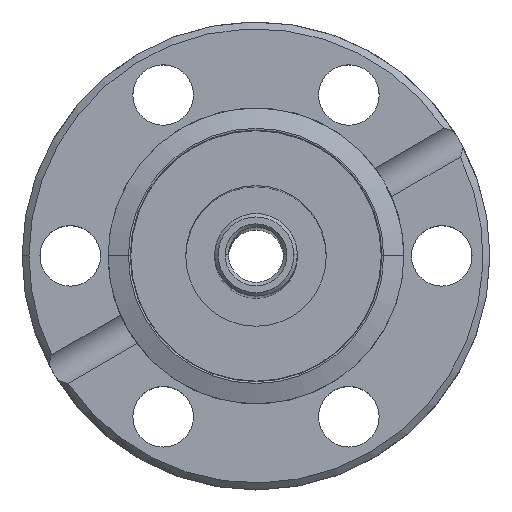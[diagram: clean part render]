
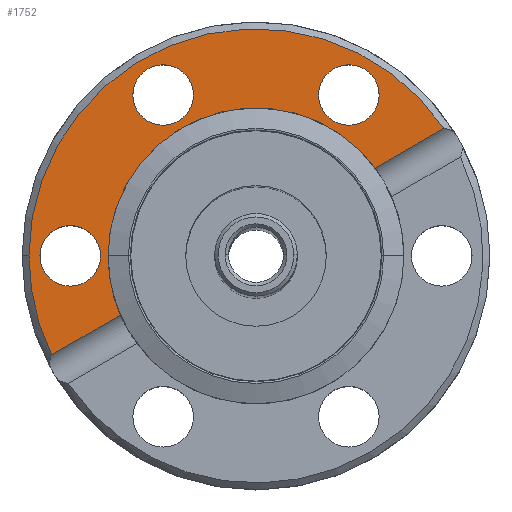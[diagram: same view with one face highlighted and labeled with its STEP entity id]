
A CAD part, top view. The second image highlights one B-rep face of the part: STEP entity #1752.
In plain terms, the highlighted planar face has unit normal (0, 0, 1).
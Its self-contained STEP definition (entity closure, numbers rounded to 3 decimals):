
#5 = CARTESIAN_POINT ( 'NONE',  ( -16.5, 0., 0. ) ) ;
#88 = CARTESIAN_POINT ( 'NONE',  ( -13.5, 0., 0. ) ) ;
#116 = ORIENTED_EDGE ( 'NONE', *, *, #996, .T. ) ;
#123 = PLANE ( 'NONE',  #268 ) ;
#125 = DIRECTION ( 'NONE',  ( 0., 0., 1. ) ) ;
#130 = DIRECTION ( 'NONE',  ( 0.866, 0.5, 0. ) ) ;
#168 = VERTEX_POINT ( 'NONE', #1904 ) ;
#174 = DIRECTION ( 'NONE',  ( 0., 0., 1. ) ) ;
#213 = LINE ( 'NONE', #2440, #2673 ) ;
#252 = AXIS2_PLACEMENT_3D ( 'NONE', #3094, #2858, #2751 ) ;
#268 = AXIS2_PLACEMENT_3D ( 'NONE', #1124, #627, #3081 ) ;
#318 = VERTEX_POINT ( 'NONE', #2413 ) ;
#344 = DIRECTION ( 'NONE',  ( 1., 0., 0. ) ) ;
#346 = CIRCLE ( 'NONE', #703, 2.2 ) ;
#370 = VECTOR ( 'NONE', #2449, 1000. ) ;
#372 = CIRCLE ( 'NONE', #1580, 16.5 ) ;
#393 = ORIENTED_EDGE ( 'NONE', *, *, #2472, .F. ) ;
#395 = CARTESIAN_POINT ( 'NONE',  ( 0., 0., 0. ) ) ;
#408 = DIRECTION ( 'NONE',  ( 0., 0., 1. ) ) ;
#424 = DIRECTION ( 'NONE',  ( 1., 0., 0. ) ) ;
#439 = CIRCLE ( 'NONE', #1051, 2.2 ) ;
#453 = VERTEX_POINT ( 'NONE', #1023 ) ;
#462 = EDGE_CURVE ( 'NONE', #318, #168, #2857, .T. ) ;
#492 = EDGE_CURVE ( 'NONE', #2755, #2345, #1690, .T. ) ;
#529 = VERTEX_POINT ( 'NONE', #901 ) ;
#530 = ORIENTED_EDGE ( 'NONE', *, *, #630, .T. ) ;
#537 = CARTESIAN_POINT ( 'NONE',  ( 8.95, 11.691, 0. ) ) ;
#627 = DIRECTION ( 'NONE',  ( 0., 0., -1. ) ) ;
#630 = EDGE_CURVE ( 'NONE', #2822, #529, #372, .T. ) ;
#699 = DIRECTION ( 'NONE',  ( 1., 0., 0. ) ) ;
#703 = AXIS2_PLACEMENT_3D ( 'NONE', #745, #174, #699 ) ;
#712 = CARTESIAN_POINT ( 'NONE',  ( 0., 0., 0. ) ) ;
#723 = DIRECTION ( 'NONE',  ( 0., 0., 1. ) ) ;
#745 = CARTESIAN_POINT ( 'NONE',  ( 6.75, 11.691, 0. ) ) ;
#749 = ORIENTED_EDGE ( 'NONE', *, *, #2392, .F. ) ;
#771 = DIRECTION ( 'NONE',  ( 0., 0., 1. ) ) ;
#777 = DIRECTION ( 'NONE',  ( 1., 0., 0. ) ) ;
#822 = CARTESIAN_POINT ( 'NONE',  ( -13.5, 0., 0. ) ) ;
#832 = EDGE_LOOP ( 'NONE', ( #1799, #749 ) ) ;
#898 = EDGE_CURVE ( 'NONE', #529, #2345, #1642, .T. ) ;
#901 = CARTESIAN_POINT ( 'NONE',  ( -14.852, -7.189, 0. ) ) ;
#910 = CIRCLE ( 'NONE', #1492, 16.5 ) ;
#996 = EDGE_CURVE ( 'NONE', #1897, #453, #213, .T. ) ;
#1023 = CARTESIAN_POINT ( 'NONE',  ( 13.652, 9.267, 0. ) ) ;
#1051 = AXIS2_PLACEMENT_3D ( 'NONE', #1447, #2017, #1459 ) ;
#1062 = EDGE_LOOP ( 'NONE', ( #2558, #1994 ) ) ;
#1072 = CARTESIAN_POINT ( 'NONE',  ( -4.55, 11.691, 0. ) ) ;
#1110 = DIRECTION ( 'NONE',  ( 0., 0., 1. ) ) ;
#1124 = CARTESIAN_POINT ( 'NONE',  ( 0., 0., 0. ) ) ;
#1143 = ORIENTED_EDGE ( 'NONE', *, *, #898, .T. ) ;
#1223 = FACE_BOUND ( 'NONE', #2455, .T. ) ;
#1294 = FACE_BOUND ( 'NONE', #832, .T. ) ;
#1299 = CARTESIAN_POINT ( 'NONE',  ( 8.652, 6.381, 0. ) ) ;
#1411 = CIRCLE ( 'NONE', #2317, 2.2 ) ;
#1428 = EDGE_CURVE ( 'NONE', #1812, #2024, #439, .T. ) ;
#1432 = DIRECTION ( 'NONE',  ( 1., 0., 0. ) ) ;
#1447 = CARTESIAN_POINT ( 'NONE',  ( -6.75, 11.691, 0. ) ) ;
#1459 = DIRECTION ( 'NONE',  ( 1., 0., 0. ) ) ;
#1470 = EDGE_CURVE ( 'NONE', #2024, #1812, #1411, .T. ) ;
#1483 = AXIS2_PLACEMENT_3D ( 'NONE', #88, #1790, #344 ) ;
#1492 = AXIS2_PLACEMENT_3D ( 'NONE', #2514, #1110, #2752 ) ;
#1546 = CARTESIAN_POINT ( 'NONE',  ( -20.711, -10.572, 0. ) ) ;
#1580 = AXIS2_PLACEMENT_3D ( 'NONE', #712, #723, #1432 ) ;
#1583 = CARTESIAN_POINT ( 'NONE',  ( 0., 0., 0. ) ) ;
#1642 = LINE ( 'NONE', #1546, #370 ) ;
#1669 = AXIS2_PLACEMENT_3D ( 'NONE', #395, #408, #424 ) ;
#1682 = VERTEX_POINT ( 'NONE', #537 ) ;
#1690 = CIRCLE ( 'NONE', #1669, 10.75 ) ;
#1708 = CIRCLE ( 'NONE', #1483, 2.2 ) ;
#1744 = CIRCLE ( 'NONE', #2365, 10.75 ) ;
#1752 = ADVANCED_FACE ( 'NONE', ( #1294, #1223, #1918, #2404 ), #123, .F. ) ;
#1790 = DIRECTION ( 'NONE',  ( 0., 0., 1. ) ) ;
#1799 = ORIENTED_EDGE ( 'NONE', *, *, #462, .F. ) ;
#1812 = VERTEX_POINT ( 'NONE', #1072 ) ;
#1818 = DIRECTION ( 'NONE',  ( 1., 0., 0. ) ) ;
#1893 = CARTESIAN_POINT ( 'NONE',  ( -6.75, 11.691, 0. ) ) ;
#1897 = VERTEX_POINT ( 'NONE', #1299 ) ;
#1904 = CARTESIAN_POINT ( 'NONE',  ( -15.7, 0., 0. ) ) ;
#1909 = ORIENTED_EDGE ( 'NONE', *, *, #1428, .F. ) ;
#1918 = FACE_BOUND ( 'NONE', #1062, .T. ) ;
#1958 = EDGE_CURVE ( 'NONE', #2231, #1682, #346, .T. ) ;
#1994 = ORIENTED_EDGE ( 'NONE', *, *, #1958, .F. ) ;
#2017 = DIRECTION ( 'NONE',  ( 0., 0., 1. ) ) ;
#2024 = VERTEX_POINT ( 'NONE', #2143 ) ;
#2143 = CARTESIAN_POINT ( 'NONE',  ( -8.95, 11.691, 0. ) ) ;
#2145 = ORIENTED_EDGE ( 'NONE', *, *, #3004, .T. ) ;
#2168 = EDGE_LOOP ( 'NONE', ( #2145, #530, #1143, #2745, #393, #116 ) ) ;
#2222 = EDGE_CURVE ( 'NONE', #1682, #2231, #2817, .T. ) ;
#2231 = VERTEX_POINT ( 'NONE', #2596 ) ;
#2317 = AXIS2_PLACEMENT_3D ( 'NONE', #1893, #2389, #2398 ) ;
#2345 = VERTEX_POINT ( 'NONE', #2702 ) ;
#2365 = AXIS2_PLACEMENT_3D ( 'NONE', #1583, #125, #1818 ) ;
#2389 = DIRECTION ( 'NONE',  ( 0., 0., 1. ) ) ;
#2392 = EDGE_CURVE ( 'NONE', #168, #318, #1708, .T. ) ;
#2398 = DIRECTION ( 'NONE',  ( 1., 0., 0. ) ) ;
#2404 = FACE_OUTER_BOUND ( 'NONE', #2168, .T. ) ;
#2413 = CARTESIAN_POINT ( 'NONE',  ( -11.3, 0., 0. ) ) ;
#2440 = CARTESIAN_POINT ( 'NONE',  ( -20.711, -10.572, 0. ) ) ;
#2449 = DIRECTION ( 'NONE',  ( 0.866, 0.5, 0. ) ) ;
#2455 = EDGE_LOOP ( 'NONE', ( #1909, #3078 ) ) ;
#2472 = EDGE_CURVE ( 'NONE', #1897, #2755, #1744, .T. ) ;
#2514 = CARTESIAN_POINT ( 'NONE',  ( 0., 0., 0. ) ) ;
#2558 = ORIENTED_EDGE ( 'NONE', *, *, #2222, .F. ) ;
#2596 = CARTESIAN_POINT ( 'NONE',  ( 4.55, 11.691, 0. ) ) ;
#2634 = CARTESIAN_POINT ( 'NONE',  ( -10.75, 0., 0. ) ) ;
#2669 = AXIS2_PLACEMENT_3D ( 'NONE', #822, #771, #777 ) ;
#2673 = VECTOR ( 'NONE', #130, 1000. ) ;
#2702 = CARTESIAN_POINT ( 'NONE',  ( -9.852, -4.302, 0. ) ) ;
#2745 = ORIENTED_EDGE ( 'NONE', *, *, #492, .F. ) ;
#2751 = DIRECTION ( 'NONE',  ( 1., 0., 0. ) ) ;
#2752 = DIRECTION ( 'NONE',  ( 1., 0., 0. ) ) ;
#2755 = VERTEX_POINT ( 'NONE', #2634 ) ;
#2817 = CIRCLE ( 'NONE', #252, 2.2 ) ;
#2822 = VERTEX_POINT ( 'NONE', #5 ) ;
#2857 = CIRCLE ( 'NONE', #2669, 2.2 ) ;
#2858 = DIRECTION ( 'NONE',  ( 0., 0., 1. ) ) ;
#3004 = EDGE_CURVE ( 'NONE', #453, #2822, #910, .T. ) ;
#3078 = ORIENTED_EDGE ( 'NONE', *, *, #1470, .F. ) ;
#3081 = DIRECTION ( 'NONE',  ( -1., 0., 0. ) ) ;
#3094 = CARTESIAN_POINT ( 'NONE',  ( 6.75, 11.691, 0. ) ) ;
